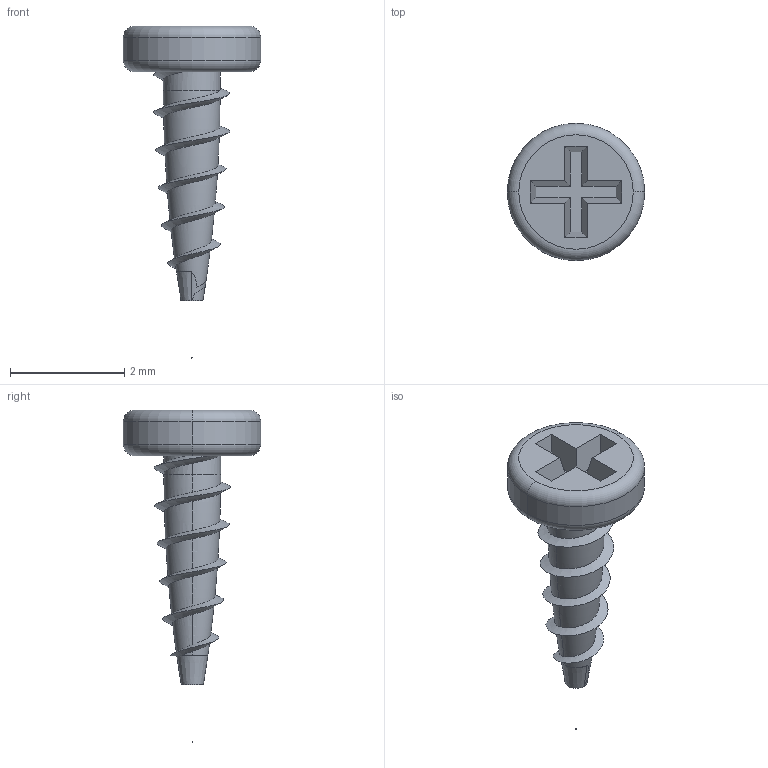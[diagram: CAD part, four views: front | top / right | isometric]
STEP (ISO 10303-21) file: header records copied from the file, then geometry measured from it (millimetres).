
FILE_DESCRIPTION (( 'STEP AP203' ), '1' );
FILE_NAME ('Guide screw.STEP', '2018-02-01T12:39:22', ( '' ), ( '' ), 'SwSTEP 2.0', 'SolidWorks 2016', '' );
FILE_SCHEMA (( 'CONFIG_CONTROL_DESIGN' ));
Length unit declared in the file: millimetre
Products named in the file (1): Guide screw
Bounding box: 2.4 x 2.4 x 5.8 mm (x, y, z)
Volume: 5.4 mm3; surface area: 29.8 mm2
Topology: 2 solids, 2 shells, 48 faces, 125 edges, 81 vertices
Faces by surface type: plane 19, torus 18, cylinder 5, cone 4, bspline 2
Entity records: 3363 total; most frequent: CARTESIAN_POINT 2165, ORIENTED_EDGE 246, DIRECTION 216, EDGE_CURVE 123, AXIS2_PLACEMENT_3D 86, VERTEX_POINT 81, EDGE_LOOP 50, FACE_OUTER_BOUND 48
